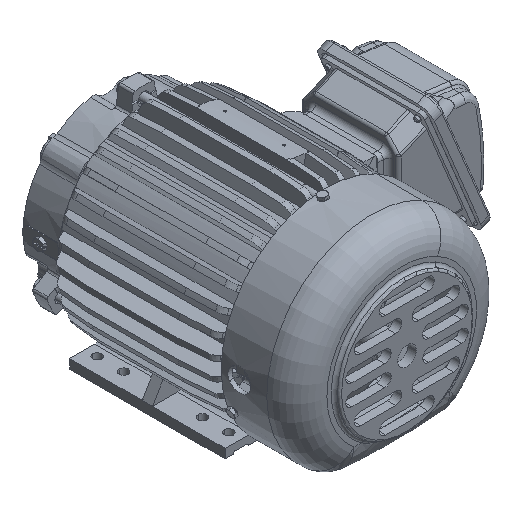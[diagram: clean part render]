
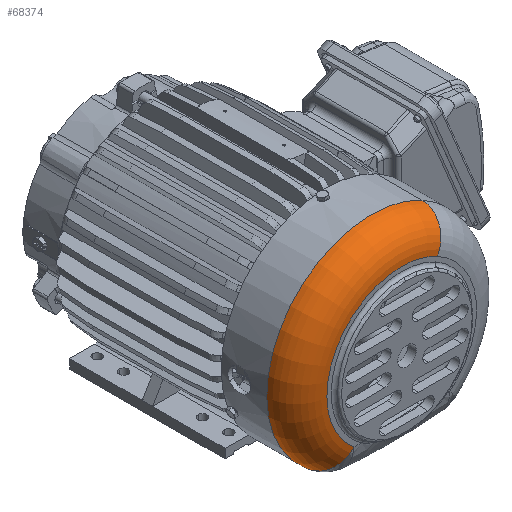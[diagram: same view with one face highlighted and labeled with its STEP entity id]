
A CAD part, isometric view. The second image highlights one B-rep face of the part: STEP entity #68374.
In plain terms, the highlighted toroidal (fillet/blend) face has major radius 72.25 mm and minor radius 29 mm.
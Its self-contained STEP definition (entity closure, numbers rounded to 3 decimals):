
#67685=CARTESIAN_POINT('Axis2P3D Location',(0.,-219.,0.)) ;
#67689=CARTESIAN_POINT('Vertex',(-64.868,-219.,-77.742)) ;
#67691=CARTESIAN_POINT('Vertex',(48.542,-219.,88.855)) ;
#68344=CARTESIAN_POINT('Axis2P3D Location',(0.,-219.,0.)) ;
#68349=CARTESIAN_POINT('Axis2P3D Location',(0.,-248.,0.)) ;
#68353=CARTESIAN_POINT('Vertex',(-46.288,-248.,-55.475)) ;
#68355=CARTESIAN_POINT('Vertex',(34.638,-248.,63.405)) ;
#68358=CARTESIAN_POINT('Axis2P3D Location',(34.638,-219.,63.405)) ;
#68363=CARTESIAN_POINT('Axis2P3D Location',(-46.288,-219.,-55.475)) ;
#67686=DIRECTION('Axis2P3D Direction',(-0.,1.,0.)) ;
#68345=DIRECTION('Axis2P3D Direction',(0.,1.,0.)) ;
#68346=DIRECTION('Axis2P3D XDirection',(-0.479,0.,-0.878)) ;
#68350=DIRECTION('Axis2P3D Direction',(-0.,1.,0.)) ;
#68359=DIRECTION('Axis2P3D Direction',(-0.878,0.,0.479)) ;
#68364=DIRECTION('Axis2P3D Direction',(0.768,0.,-0.641)) ;
#67687=AXIS2_PLACEMENT_3D('Circle Axis2P3D',#67685,#67686,$) ;
#68347=AXIS2_PLACEMENT_3D('Torus Axis2P3D',#68344,#68345,#68346) ;
#68351=AXIS2_PLACEMENT_3D('Circle Axis2P3D',#68349,#68350,$) ;
#68360=AXIS2_PLACEMENT_3D('Circle Axis2P3D',#68358,#68359,$) ;
#68365=AXIS2_PLACEMENT_3D('Circle Axis2P3D',#68363,#68364,$) ;
#68369=ORIENTED_EDGE('',*,*,#68357,.T.) ;
#68370=ORIENTED_EDGE('',*,*,#68362,.F.) ;
#68371=ORIENTED_EDGE('',*,*,#67693,.F.) ;
#68372=ORIENTED_EDGE('',*,*,#68367,.F.) ;
#68374=ADVANCED_FACE('\X2\51434EF6672C9AD4\X0\.1',(#68373),#68348,.T.) ;
#67688=CIRCLE('generated circle',#67687,101.25) ;
#68352=CIRCLE('generated circle',#68351,72.25) ;
#68361=CIRCLE('generated circle',#68360,29.) ;
#68366=CIRCLE('generated circle',#68365,29.) ;
#68348=TOROIDAL_SURFACE('homeo Torus',#68347,72.25,29.) ;
#67693=EDGE_CURVE('',#67690,#67692,#67688,.T.) ;
#68357=EDGE_CURVE('',#68354,#68356,#68352,.T.) ;
#68362=EDGE_CURVE('',#67692,#68356,#68361,.F.) ;
#68367=EDGE_CURVE('',#68354,#67690,#68366,.T.) ;
#68368=EDGE_LOOP('',(#68369,#68370,#68371,#68372)) ;
#68373=FACE_OUTER_BOUND('',#68368,.T.) ;
#67690=VERTEX_POINT('',#67689) ;
#67692=VERTEX_POINT('',#67691) ;
#68354=VERTEX_POINT('',#68353) ;
#68356=VERTEX_POINT('',#68355) ;
